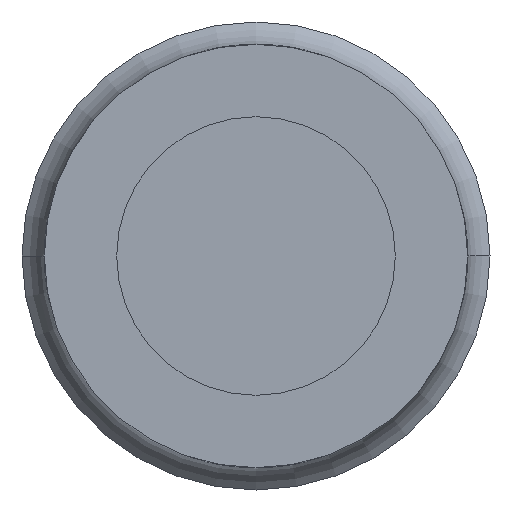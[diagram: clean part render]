
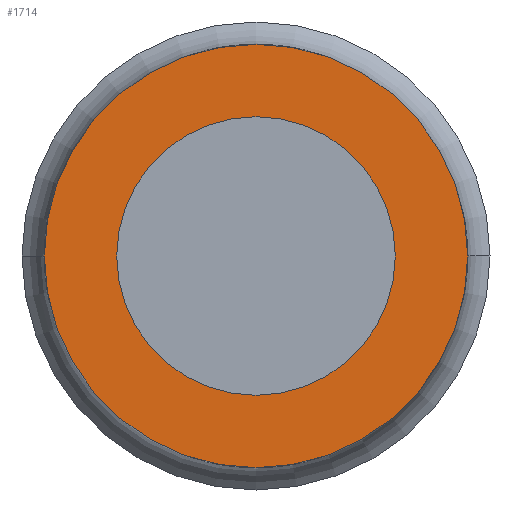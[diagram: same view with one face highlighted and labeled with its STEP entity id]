
A CAD part, front view. The second image highlights one B-rep face of the part: STEP entity #1714.
In plain terms, the highlighted planar face has unit normal (0, -1, 0).
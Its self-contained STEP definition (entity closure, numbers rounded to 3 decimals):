
#242 = DIRECTION ( 'NONE',  ( 0., -1., 0. ) ) ;
#260 = VERTEX_POINT ( 'NONE', #4034 ) ;
#283 = EDGE_CURVE ( 'Defeature ausgef�hrt4_18+Defeature ausgef�hrt4_4+Defeature ausgef�hrt4_4+Defeature ausgef�hrt4_4', #4105, #260, #346, .T. ) ;
#346 = CIRCLE ( 'NONE', #2172, 0.125 ) ;
#418 = PLANE ( 'NONE',  #3944 ) ;
#437 = DIRECTION ( 'NONE',  ( 1., 0., 0. ) ) ;
#556 = CARTESIAN_POINT ( 'NONE',  ( 0., -20., 0. ) ) ;
#579 = ORIENTED_EDGE ( 'NONE', *, *, #2352, .F. ) ;
#713 = ORIENTED_EDGE ( 'NONE', *, *, #941, .F. ) ;
#723 = FACE_OUTER_BOUND ( 'NONE', #727, .T. ) ;
#727 = EDGE_LOOP ( 'NONE', ( #3569, #713 ) ) ;
#941 = EDGE_CURVE ( 'Defeature ausgef�hrt4_5+Defeature ausgef�hrt4_4+Defeature ausgef�hrt4_4+Defeature ausgef�hrt4_4', #3059, #3735, #3680, .T. ) ;
#1301 = DIRECTION ( 'NONE',  ( 0., 1., 0. ) ) ;
#1318 = CIRCLE ( 'NONE', #2060, 0.125 ) ;
#1688 = DIRECTION ( 'NONE',  ( 0., 0., 1. ) ) ;
#1714 = ADVANCED_FACE ( 'Defeature ausgef�hrt4_4', ( #2482, #723 ), #418, .F. ) ;
#1798 = DIRECTION ( 'NONE',  ( 1., 0., 0. ) ) ;
#1932 = ORIENTED_EDGE ( 'NONE', *, *, #283, .F. ) ;
#1937 = DIRECTION ( 'NONE',  ( 1., 0., 0. ) ) ;
#2012 = CARTESIAN_POINT ( 'NONE',  ( 0., -20., 0. ) ) ;
#2060 = AXIS2_PLACEMENT_3D ( 'NONE', #2012, #4429, #1688 ) ;
#2172 = AXIS2_PLACEMENT_3D ( 'NONE', #2654, #242, #2977 ) ;
#2352 = EDGE_CURVE ( 'Defeature ausgef�hrt4_18+Defeature ausgef�hrt4_4+Defeature ausgef�hrt4_4+Defeature ausgef�hrt4_4', #260, #4105, #1318, .T. ) ;
#2482 = FACE_BOUND ( 'NONE', #3277, .T. ) ;
#2648 = EDGE_CURVE ( 'Defeature ausgef�hrt4_5+Defeature ausgef�hrt4_4+Defeature ausgef�hrt4_4+Defeature ausgef�hrt4_4', #3735, #3059, #4121, .T. ) ;
#2654 = CARTESIAN_POINT ( 'NONE',  ( 0., -20., 0. ) ) ;
#2838 = AXIS2_PLACEMENT_3D ( 'NONE', #4192, #3543, #1798 ) ;
#2904 = AXIS2_PLACEMENT_3D ( 'NONE', #556, #1301, #1937 ) ;
#2977 = DIRECTION ( 'NONE',  ( 0., 0., 1. ) ) ;
#3022 = CARTESIAN_POINT ( 'NONE',  ( -0.19, -20., 0. ) ) ;
#3059 = VERTEX_POINT ( 'NONE', #3022 ) ;
#3145 = CARTESIAN_POINT ( 'NONE',  ( 0.19, -20., 0. ) ) ;
#3277 = EDGE_LOOP ( 'NONE', ( #579, #1932 ) ) ;
#3543 = DIRECTION ( 'NONE',  ( 0., 1., 0. ) ) ;
#3556 = CARTESIAN_POINT ( 'NONE',  ( 0., -20., 0. ) ) ;
#3569 = ORIENTED_EDGE ( 'NONE', *, *, #2648, .F. ) ;
#3680 = CIRCLE ( 'NONE', #2838, 0.19 ) ;
#3735 = VERTEX_POINT ( 'NONE', #3145 ) ;
#3825 = CARTESIAN_POINT ( 'NONE',  ( 0.125, -20., 0. ) ) ;
#3944 = AXIS2_PLACEMENT_3D ( 'NONE', #3556, #4243, #437 ) ;
#4034 = CARTESIAN_POINT ( 'NONE',  ( -0.125, -20., 0. ) ) ;
#4105 = VERTEX_POINT ( 'NONE', #3825 ) ;
#4121 = CIRCLE ( 'NONE', #2904, 0.19 ) ;
#4192 = CARTESIAN_POINT ( 'NONE',  ( 0., -20., 0. ) ) ;
#4243 = DIRECTION ( 'NONE',  ( 0., 1., 0. ) ) ;
#4429 = DIRECTION ( 'NONE',  ( 0., -1., 0. ) ) ;
